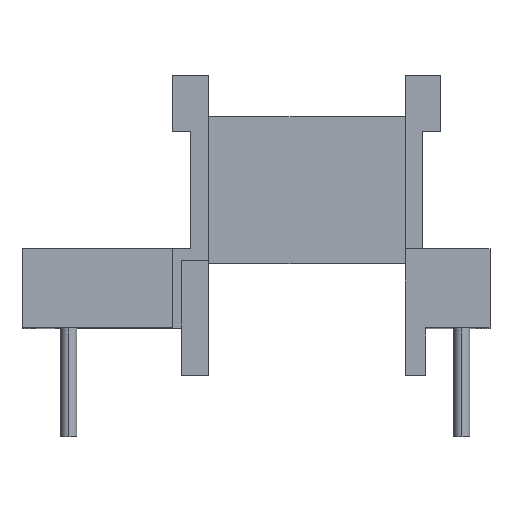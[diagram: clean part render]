
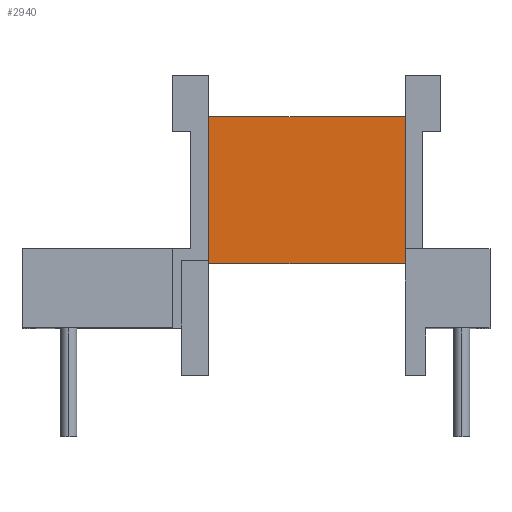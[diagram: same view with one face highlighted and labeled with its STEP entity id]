
A CAD part, top view. The second image highlights one B-rep face of the part: STEP entity #2940.
In plain terms, the highlighted planar face has unit normal (0, 0, 1).
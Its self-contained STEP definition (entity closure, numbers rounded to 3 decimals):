
#67 = VERTEX_POINT ( 'NONE', #4435 ) ;
#78 = EDGE_CURVE ( 'NONE', #3131, #2628, #4510, .T. ) ;
#142 = CARTESIAN_POINT ( 'NONE',  ( -9.45, -3.25, 2.8 ) ) ;
#285 = FACE_OUTER_BOUND ( 'NONE', #2475, .T. ) ;
#376 = VERTEX_POINT ( 'NONE', #4028 ) ;
#513 = ORIENTED_EDGE ( 'NONE', *, *, #78, .F. ) ;
#881 = CARTESIAN_POINT ( 'NONE',  ( -0.75, -3.1, 2.8 ) ) ;
#1000 = ORIENTED_EDGE ( 'NONE', *, *, #3044, .F. ) ;
#1039 = ORIENTED_EDGE ( 'NONE', *, *, #5263, .T. ) ;
#1105 = AXIS2_PLACEMENT_3D ( 'NONE', #1499, #5163, #3086 ) ;
#1300 = CARTESIAN_POINT ( 'NONE',  ( -0.75, -8.2, 2.8 ) ) ;
#1400 = DIRECTION ( 'NONE',  ( 0., 1., 0. ) ) ;
#1499 = CARTESIAN_POINT ( 'NONE',  ( -9.45, -8.2, 2.8 ) ) ;
#1604 = VECTOR ( 'NONE', #1731, 1000. ) ;
#1726 = EDGE_CURVE ( 'NONE', #2773, #67, #4673, .T. ) ;
#1731 = DIRECTION ( 'NONE',  ( 0., 1., 0. ) ) ;
#1826 = PLANE ( 'NONE',  #1105 ) ;
#1968 = ORIENTED_EDGE ( 'NONE', *, *, #3344, .F. ) ;
#2049 = VECTOR ( 'NONE', #4776, 1000. ) ;
#2162 = ORIENTED_EDGE ( 'NONE', *, *, #1726, .T. ) ;
#2293 = CARTESIAN_POINT ( 'NONE',  ( -9.45, -3.25, 2.8 ) ) ;
#2462 = CARTESIAN_POINT ( 'NONE',  ( -9.45, -8.2, 2.8 ) ) ;
#2475 = EDGE_LOOP ( 'NONE', ( #513, #1968, #1039, #2162, #1000 ) ) ;
#2523 = CARTESIAN_POINT ( 'NONE',  ( -9.45, 3.25, 2.8 ) ) ;
#2628 = VERTEX_POINT ( 'NONE', #2893 ) ;
#2773 = VERTEX_POINT ( 'NONE', #881 ) ;
#2878 = VECTOR ( 'NONE', #1400, 1000. ) ;
#2893 = CARTESIAN_POINT ( 'NONE',  ( -9.45, 3.25, 2.8 ) ) ;
#2940 = ADVANCED_FACE ( 'NONE', ( #285 ), #1826, .F. ) ;
#3044 = EDGE_CURVE ( 'NONE', #2628, #67, #3595, .T. ) ;
#3086 = DIRECTION ( 'NONE',  ( -1., 0., 0. ) ) ;
#3131 = VERTEX_POINT ( 'NONE', #142 ) ;
#3344 = EDGE_CURVE ( 'NONE', #376, #3131, #4810, .T. ) ;
#3380 = CARTESIAN_POINT ( 'NONE',  ( -0.75, -8.2, 2.8 ) ) ;
#3503 = VECTOR ( 'NONE', #4962, 1000. ) ;
#3595 = LINE ( 'NONE', #2523, #3503 ) ;
#4028 = CARTESIAN_POINT ( 'NONE',  ( -0.75, -3.25, 2.8 ) ) ;
#4200 = LINE ( 'NONE', #3380, #2878 ) ;
#4435 = CARTESIAN_POINT ( 'NONE',  ( -0.75, 3.25, 2.8 ) ) ;
#4510 = LINE ( 'NONE', #2462, #5285 ) ;
#4673 = LINE ( 'NONE', #1300, #1604 ) ;
#4776 = DIRECTION ( 'NONE',  ( -1., 0., 0. ) ) ;
#4810 = LINE ( 'NONE', #2293, #2049 ) ;
#4867 = DIRECTION ( 'NONE',  ( 0., 1., 0. ) ) ;
#4962 = DIRECTION ( 'NONE',  ( 1., 0., 0. ) ) ;
#5163 = DIRECTION ( 'NONE',  ( 0., 0., -1. ) ) ;
#5263 = EDGE_CURVE ( 'NONE', #376, #2773, #4200, .T. ) ;
#5285 = VECTOR ( 'NONE', #4867, 1000. ) ;
